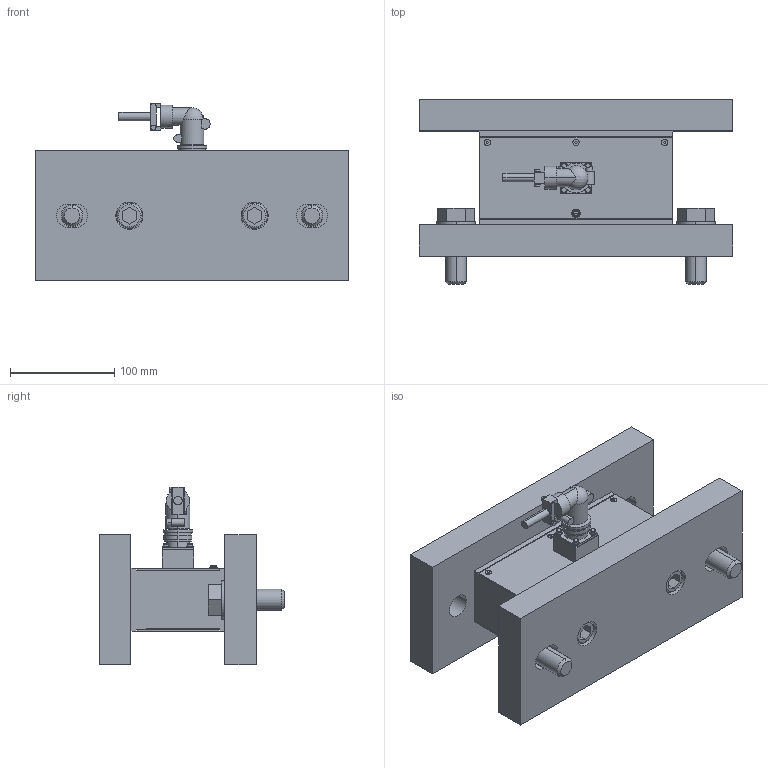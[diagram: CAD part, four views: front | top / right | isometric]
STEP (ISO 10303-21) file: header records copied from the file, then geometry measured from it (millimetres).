
FILE_DESCRIPTION((''),'2;1');
FILE_NAME('U1806202_stp.stp','2018-08-10T17:06:45',(''),(''),'Mechanical Desktop 2009','Mechanical Desktop 2009',', , ');
FILE_SCHEMA(('CONFIG_CONTROL_DESIGN'));
Length unit declared in the file: millimetre
Products named in the file (36): U1806202_STP; U5142704; U51438; U51438A; U51431; U51431A; I-6KT_SCHRAUBE_M16X30; I-6KT_SCHRAUBE_M16X30A; U1107272A; U1107272; U1107273; TEIL1AA; EINPRESSMUTTER_M3; EINPRESSMUTTER_M3A; U1107273|AVE_RENDER; U1107273|AVE_GLOBAL; U1107273|RM_SDB; SENKSCHRAUBE_I-6KT_M3X6A; SENKSCHRAUBE_I-6KT_M3X6; U-SCHEIBE_M20; U-SCHEIBE_M20A; 6KT-SCHRAUBE_M20X60A; 6KT-SCHRAUBE_M20X60; FLANSCHDOSE_WINKEL_AMPH_4-POLIG; TEIL1; L49026; TEIL1AAA; FEDERRING_M3A; FEDERRING_M3; I-6KT_SCHRAUBE_M3X25A; I-6KT_SCHRAUBE_M3X25; FEDERKEIL_12X8X50; FEDERKEIL_12X8X50A; LINSENSCHRAUBE_M3X8; TEIL1A; RM_SDB
Assembly tree (66 placements, depth 4):
  U1806202_STP
    U5142704
    U51438
      U51438A
    U51431
      U51431A
    I-6KT_SCHRAUBE_M16X30  x4
      I-6KT_SCHRAUBE_M16X30A
    U1107272A
      U1107272
    U1107273
      TEIL1AA
      EINPRESSMUTTER_M3  x4
        EINPRESSMUTTER_M3A
      U1107273|AVE_RENDER  x8
      U1107273|AVE_GLOBAL
      U1107273|RM_SDB  x3
    SENKSCHRAUBE_I-6KT_M3X6A  x6
      SENKSCHRAUBE_I-6KT_M3X6
    U-SCHEIBE_M20  x2
      U-SCHEIBE_M20A
    6KT-SCHRAUBE_M20X60A  x2
      6KT-SCHRAUBE_M20X60
    FLANSCHDOSE_WINKEL_AMPH_4-POLIG
      TEIL1
    L49026
      TEIL1AAA
    FEDERRING_M3A  x4
      FEDERRING_M3
    I-6KT_SCHRAUBE_M3X25A  x4
      I-6KT_SCHRAUBE_M3X25
    FEDERKEIL_12X8X50  x2
      FEDERKEIL_12X8X50A
    LINSENSCHRAUBE_M3X8
      TEIL1A
    RM_SDB  x3
Bounding box: 300 x 177 x 170.5 mm (x, y, z)
Volume: 3097101.8 mm3; surface area: 409350.3 mm2
Topology: 36 solids, 36 shells, 685 faces, 1599 edges, 1016 vertices
Faces by surface type: plane 296, cylinder 266, cone 102, torus 18, bspline 2, sphere 1
Entity records: 14120 total; most frequent: CARTESIAN_POINT 2542, DIRECTION 2505, ORIENTED_EDGE 2114, EDGE_CURVE 1057, AXIS2_PLACEMENT_3D 955, VERTEX_POINT 684, VECTOR 595, LINE 595
